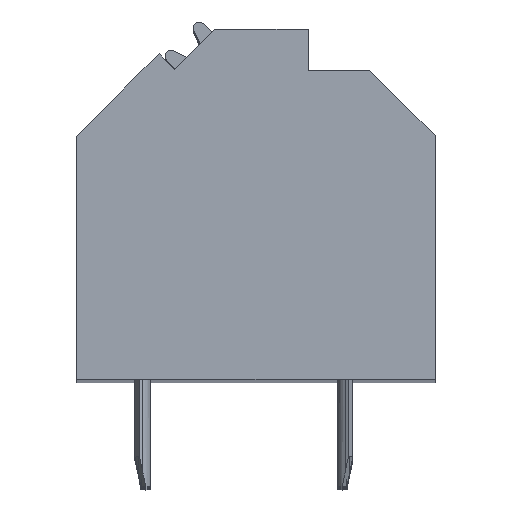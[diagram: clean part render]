
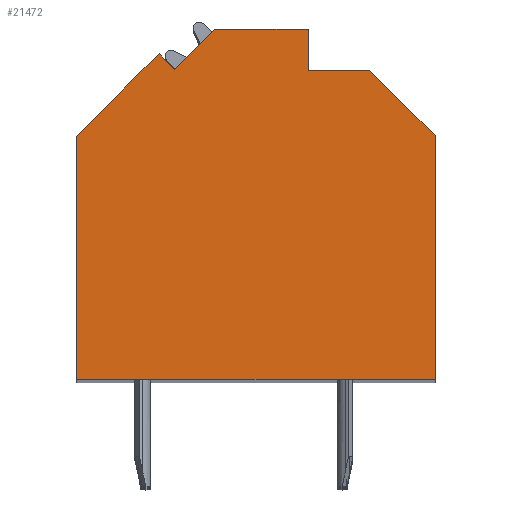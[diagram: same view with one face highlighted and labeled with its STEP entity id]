
A CAD part, top view. The second image highlights one B-rep face of the part: STEP entity #21472.
In plain terms, the highlighted planar face has unit normal (0, 0, 1).
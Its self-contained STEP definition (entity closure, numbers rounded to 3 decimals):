
#6681=DIRECTION('',(-0.707,-0.707,0.));
#6682=VECTOR('',#6681,1.897);
#6683=CARTESIAN_POINT('',(-1.39,5.718,64.365));
#6684=LINE('',#6683,#6682);
#6685=DIRECTION('',(-1.,0.,0.));
#6686=VECTOR('',#6685,3.14);
#6687=CARTESIAN_POINT('',(1.75,5.718,64.365));
#6688=LINE('',#6687,#6686);
#6689=DIRECTION('',(0.,1.,0.));
#6690=VECTOR('',#6689,1.368);
#6691=CARTESIAN_POINT('',(1.75,4.35,64.365));
#6692=LINE('',#6691,#6690);
#6693=DIRECTION('',(-1.,0.,0.));
#6694=VECTOR('',#6693,2.05);
#6695=CARTESIAN_POINT('',(3.8,4.35,64.365));
#6696=LINE('',#6695,#6694);
#6697=DIRECTION('',(-0.707,0.707,0.));
#6698=VECTOR('',#6697,3.111);
#6699=CARTESIAN_POINT('',(6.,2.15,64.365));
#6700=LINE('',#6699,#6698);
#6701=DIRECTION('',(0.,1.,0.));
#6702=VECTOR('',#6701,8.15);
#6703=CARTESIAN_POINT('',(6.,-6.,64.365));
#6704=LINE('',#6703,#6702);
#6705=DIRECTION('',(1.,0.,0.));
#6706=VECTOR('',#6705,12.);
#6707=CARTESIAN_POINT('',(-6.,-6.,64.365));
#6708=LINE('',#6707,#6706);
#6709=DIRECTION('',(0.,-1.,0.));
#6710=VECTOR('',#6709,8.14);
#6711=CARTESIAN_POINT('',(-6.,2.14,64.365));
#6712=LINE('',#6711,#6710);
#6713=DIRECTION('',(-0.707,-0.707,0.));
#6714=VECTOR('',#6713,3.892);
#6715=CARTESIAN_POINT('',(-3.248,4.892,64.365));
#6716=LINE('',#6715,#6714);
#6717=DIRECTION('',(-0.707,0.707,0.));
#6718=VECTOR('',#6717,0.73);
#6719=CARTESIAN_POINT('',(-2.732,4.376,64.365));
#6720=LINE('',#6719,#6718);
#9985=CARTESIAN_POINT('',(-1.39,5.718,64.365));
#9986=CARTESIAN_POINT('',(-2.732,4.376,64.365));
#9987=VERTEX_POINT('',#9985);
#9988=VERTEX_POINT('',#9986);
#9989=CARTESIAN_POINT('',(-3.248,4.892,64.365));
#9990=VERTEX_POINT('',#9989);
#9991=CARTESIAN_POINT('',(-6.,2.14,64.365));
#9992=VERTEX_POINT('',#9991);
#9993=CARTESIAN_POINT('',(-6.,-6.,64.365));
#9994=VERTEX_POINT('',#9993);
#9995=CARTESIAN_POINT('',(6.,-6.,64.365));
#9996=VERTEX_POINT('',#9995);
#9997=CARTESIAN_POINT('',(6.,2.15,64.365));
#9998=VERTEX_POINT('',#9997);
#9999=CARTESIAN_POINT('',(3.8,4.35,64.365));
#10000=VERTEX_POINT('',#9999);
#10001=CARTESIAN_POINT('',(1.75,4.35,64.365));
#10002=VERTEX_POINT('',#10001);
#10003=CARTESIAN_POINT('',(1.75,5.718,64.365));
#10004=VERTEX_POINT('',#10003);
#21455=CARTESIAN_POINT('',(0.,0.,64.365));
#21456=DIRECTION('',(0.,0.,1.));
#21457=DIRECTION('',(1.,0.,0.));
#21458=AXIS2_PLACEMENT_3D('',#21455,#21456,#21457);
#21459=PLANE('',#21458);
#21460=ORIENTED_EDGE('',*,*,#13457,.F.);
#21461=ORIENTED_EDGE('',*,*,#16854,.F.);
#21462=ORIENTED_EDGE('',*,*,#16868,.F.);
#21463=ORIENTED_EDGE('',*,*,#16882,.F.);
#21464=ORIENTED_EDGE('',*,*,#16896,.F.);
#21465=ORIENTED_EDGE('',*,*,#16910,.F.);
#21466=ORIENTED_EDGE('',*,*,#16924,.F.);
#21467=ORIENTED_EDGE('',*,*,#17553,.F.);
#21468=ORIENTED_EDGE('',*,*,#18077,.F.);
#21469=ORIENTED_EDGE('',*,*,#13064,.F.);
#21470=EDGE_LOOP('',(#21460,#21461,#21462,#21463,#21464,#21465,#21466,#21467,
#21468,#21469));
#21471=FACE_OUTER_BOUND('',#21470,.F.);
#13064=EDGE_CURVE('',#9988,#9990,#6720,.T.);
#13457=EDGE_CURVE('',#9987,#9988,#6684,.T.);
#16854=EDGE_CURVE('',#10004,#9987,#6688,.T.);
#16868=EDGE_CURVE('',#10002,#10004,#6692,.T.);
#16882=EDGE_CURVE('',#10000,#10002,#6696,.T.);
#16896=EDGE_CURVE('',#9998,#10000,#6700,.T.);
#16910=EDGE_CURVE('',#9996,#9998,#6704,.T.);
#16924=EDGE_CURVE('',#9994,#9996,#6708,.T.);
#17553=EDGE_CURVE('',#9992,#9994,#6712,.T.);
#18077=EDGE_CURVE('',#9990,#9992,#6716,.T.);
#21472=ADVANCED_FACE('',(#21471),#21459,.T.);
